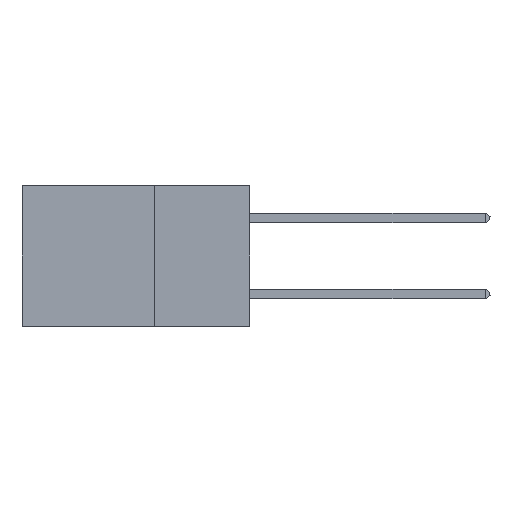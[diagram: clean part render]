
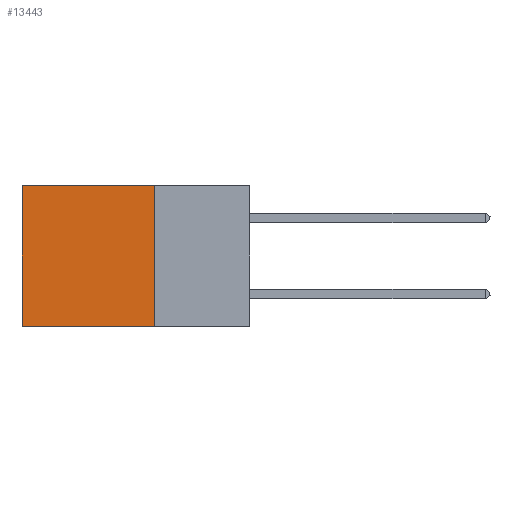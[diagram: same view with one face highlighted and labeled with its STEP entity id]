
A CAD part, left-side view. The second image highlights one B-rep face of the part: STEP entity #13443.
In plain terms, the highlighted planar face has unit normal (-1, 0, 0).
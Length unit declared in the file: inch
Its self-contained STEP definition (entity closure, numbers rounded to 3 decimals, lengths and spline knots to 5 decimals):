
#350 = CARTESIAN_POINT ( 'NONE',  ( 0.2875, 0.25, 0. ) ) ;
#515 = VECTOR ( 'NONE', #29748, 39.37008 ) ;
#1077 = EDGE_CURVE ( 'NONE', #3253, #33339, #32955, .T. ) ;
#2647 = VECTOR ( 'NONE', #32005, 39.37008 ) ;
#2883 = ORIENTED_EDGE ( 'NONE', *, *, #1077, .T. ) ;
#3253 = VERTEX_POINT ( 'NONE', #9625 ) ;
#4401 = ORIENTED_EDGE ( 'NONE', *, *, #24867, .F. ) ;
#5055 = EDGE_CURVE ( 'NONE', #31209, #3253, #10814, .T. ) ;
#6779 = ORIENTED_EDGE ( 'NONE', *, *, #28364, .F. ) ;
#9625 = CARTESIAN_POINT ( 'NONE',  ( 0.2875, 0.6, 0. ) ) ;
#10814 = LINE ( 'NONE', #23731, #515 ) ;
#12108 = PLANE ( 'NONE',  #24443 ) ;
#12350 = ORIENTED_EDGE ( 'NONE', *, *, #5055, .T. ) ;
#13202 = CARTESIAN_POINT ( 'NONE',  ( 0.2875, 0.6, -0.37 ) ) ;
#13443 = ADVANCED_FACE ( 'NONE', ( #19248 ), #12108, .F. ) ;
#13868 = CARTESIAN_POINT ( 'NONE',  ( 0.2875, 0.25, 0. ) ) ;
#14844 = DIRECTION ( 'NONE',  ( 0., 0., -1. ) ) ;
#15604 = DIRECTION ( 'NONE',  ( 0., 0., -1. ) ) ;
#16009 = DIRECTION ( 'NONE',  ( 0., 1., 0. ) ) ;
#16546 = CARTESIAN_POINT ( 'NONE',  ( 0.2875, 0.25, -0.37 ) ) ;
#17313 = LINE ( 'NONE', #350, #34700 ) ;
#17700 = DIRECTION ( 'NONE',  ( 1., 0., 0. ) ) ;
#19248 = FACE_OUTER_BOUND ( 'NONE', #23929, .T. ) ;
#20340 = CARTESIAN_POINT ( 'NONE',  ( 0.2875, 0.25, 0. ) ) ;
#20547 = CARTESIAN_POINT ( 'NONE',  ( 0.2875, 0.6, 0. ) ) ;
#23731 = CARTESIAN_POINT ( 'NONE',  ( 0.2875, 0.25, 0. ) ) ;
#23929 = EDGE_LOOP ( 'NONE', ( #2883, #6779, #4401, #12350 ) ) ;
#24443 = AXIS2_PLACEMENT_3D ( 'NONE', #20340, #17700, #14844 ) ;
#24636 = VERTEX_POINT ( 'NONE', #16546 ) ;
#24867 = EDGE_CURVE ( 'NONE', #31209, #24636, #17313, .T. ) ;
#28364 = EDGE_CURVE ( 'NONE', #24636, #33339, #30195, .T. ) ;
#29313 = VECTOR ( 'NONE', #16009, 39.37008 ) ;
#29748 = DIRECTION ( 'NONE',  ( 0., 1., 0. ) ) ;
#30195 = LINE ( 'NONE', #34102, #29313 ) ;
#31209 = VERTEX_POINT ( 'NONE', #13868 ) ;
#32005 = DIRECTION ( 'NONE',  ( 0., 0., -1. ) ) ;
#32955 = LINE ( 'NONE', #20547, #2647 ) ;
#33339 = VERTEX_POINT ( 'NONE', #13202 ) ;
#34102 = CARTESIAN_POINT ( 'NONE',  ( 0.2875, 0.25, -0.37 ) ) ;
#34700 = VECTOR ( 'NONE', #15604, 39.37008 ) ;
